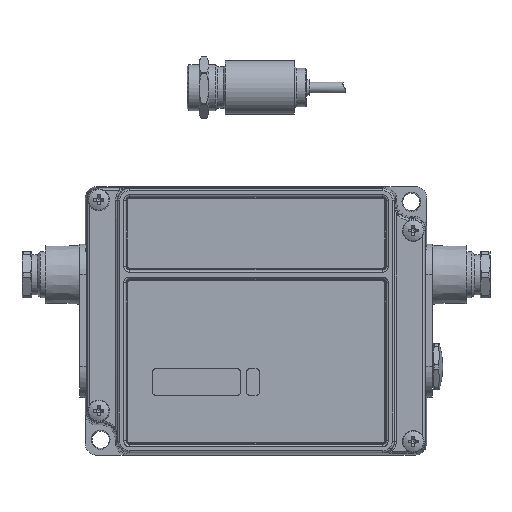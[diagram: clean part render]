
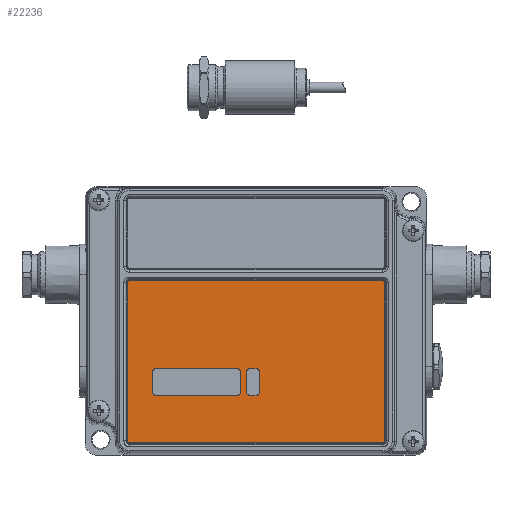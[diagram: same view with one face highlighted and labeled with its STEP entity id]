
A CAD part, top view. The second image highlights one B-rep face of the part: STEP entity #22236.
In plain terms, the highlighted planar face has unit normal (0, 0, 1).
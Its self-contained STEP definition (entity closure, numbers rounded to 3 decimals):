
#1582=LINE($,#35602,#2547);
#1583=LINE($,#35606,#2548);
#1584=LINE($,#35610,#2549);
#1585=LINE($,#35613,#2550);
#1586=LINE($,#35616,#2551);
#1587=LINE($,#35620,#2552);
#1588=LINE($,#35624,#2553);
#1589=LINE($,#35628,#2554);
#1590=LINE($,#35632,#2555);
#1591=LINE($,#35636,#2556);
#1592=LINE($,#35640,#2557);
#1593=LINE($,#35644,#2558);
#2547=VECTOR($,#27969,41.25);
#2548=VECTOR($,#27972,66.);
#2549=VECTOR($,#27975,41.25);
#2550=VECTOR($,#27978,66.);
#2551=VECTOR($,#27979,5.);
#2552=VECTOR($,#27982,1.5);
#2553=VECTOR($,#27985,5.);
#2554=VECTOR($,#27988,1.5);
#2555=VECTOR($,#27991,21.);
#2556=VECTOR($,#27994,5.);
#2557=VECTOR($,#27997,21.);
#2558=VECTOR($,#28000,5.);
#3468=PLANE($,#24226);
#3881=FACE_BOUND($,#6266,.T.);
#3882=FACE_BOUND($,#6267,.T.);
#4563=FACE_OUTER_BOUND($,#6265,.T.);
#6265=EDGE_LOOP($,(#15869,#15870,#15871,#15872,#15873,#15874,#15875,#15876));
#6266=EDGE_LOOP($,(#15877,#15878,#15879,#15880,#15881,#15882,#15883,#15884));
#6267=EDGE_LOOP($,(#15885,#15886,#15887,#15888,#15889,#15890,#15891,#15892));
#8450=CIRCLE($,#24221,0.5);
#8454=CIRCLE($,#24227,0.5);
#8455=CIRCLE($,#24228,0.5);
#8456=CIRCLE($,#24229,0.5);
#8457=CIRCLE($,#24230,1.);
#8458=CIRCLE($,#24231,1.);
#8459=CIRCLE($,#24232,1.);
#8460=CIRCLE($,#24233,1.);
#8461=CIRCLE($,#24234,1.);
#8462=CIRCLE($,#24235,1.);
#8463=CIRCLE($,#24236,1.);
#8464=CIRCLE($,#24237,1.);
#10156=VERTEX_POINT($,#35581);
#10157=VERTEX_POINT($,#35583);
#10164=VERTEX_POINT($,#35601);
#10165=VERTEX_POINT($,#35603);
#10166=VERTEX_POINT($,#35605);
#10167=VERTEX_POINT($,#35607);
#10168=VERTEX_POINT($,#35609);
#10169=VERTEX_POINT($,#35611);
#10170=VERTEX_POINT($,#35614);
#10171=VERTEX_POINT($,#35615);
#10172=VERTEX_POINT($,#35617);
#10173=VERTEX_POINT($,#35619);
#10174=VERTEX_POINT($,#35621);
#10175=VERTEX_POINT($,#35623);
#10176=VERTEX_POINT($,#35625);
#10177=VERTEX_POINT($,#35627);
#10178=VERTEX_POINT($,#35630);
#10179=VERTEX_POINT($,#35631);
#10180=VERTEX_POINT($,#35633);
#10181=VERTEX_POINT($,#35635);
#10182=VERTEX_POINT($,#35637);
#10183=VERTEX_POINT($,#35639);
#10184=VERTEX_POINT($,#35641);
#10185=VERTEX_POINT($,#35643);
#12383=EDGE_CURVE($,#10157,#10156,#8450,.T.);
#12392=EDGE_CURVE($,#10156,#10164,#1582,.T.);
#12393=EDGE_CURVE($,#10164,#10165,#8454,.T.);
#12394=EDGE_CURVE($,#10165,#10166,#1583,.T.);
#12395=EDGE_CURVE($,#10166,#10167,#8455,.T.);
#12396=EDGE_CURVE($,#10167,#10168,#1584,.T.);
#12397=EDGE_CURVE($,#10168,#10169,#8456,.T.);
#12398=EDGE_CURVE($,#10169,#10157,#1585,.T.);
#12399=EDGE_CURVE($,#10170,#10171,#1586,.T.);
#12400=EDGE_CURVE($,#10172,#10170,#8457,.T.);
#12401=EDGE_CURVE($,#10173,#10172,#1587,.T.);
#12402=EDGE_CURVE($,#10174,#10173,#8458,.T.);
#12403=EDGE_CURVE($,#10175,#10174,#1588,.T.);
#12404=EDGE_CURVE($,#10176,#10175,#8459,.T.);
#12405=EDGE_CURVE($,#10177,#10176,#1589,.T.);
#12406=EDGE_CURVE($,#10171,#10177,#8460,.T.);
#12407=EDGE_CURVE($,#10178,#10179,#1590,.T.);
#12408=EDGE_CURVE($,#10180,#10178,#8461,.T.);
#12409=EDGE_CURVE($,#10181,#10180,#1591,.T.);
#12410=EDGE_CURVE($,#10182,#10181,#8462,.T.);
#12411=EDGE_CURVE($,#10183,#10182,#1592,.T.);
#12412=EDGE_CURVE($,#10184,#10183,#8463,.T.);
#12413=EDGE_CURVE($,#10185,#10184,#1593,.T.);
#12414=EDGE_CURVE($,#10179,#10185,#8464,.T.);
#15869=ORIENTED_EDGE($,*,*,#12383,.T.);
#15870=ORIENTED_EDGE($,*,*,#12392,.T.);
#15871=ORIENTED_EDGE($,*,*,#12393,.T.);
#15872=ORIENTED_EDGE($,*,*,#12394,.T.);
#15873=ORIENTED_EDGE($,*,*,#12395,.T.);
#15874=ORIENTED_EDGE($,*,*,#12396,.T.);
#15875=ORIENTED_EDGE($,*,*,#12397,.T.);
#15876=ORIENTED_EDGE($,*,*,#12398,.T.);
#15877=ORIENTED_EDGE($,*,*,#12399,.F.);
#15878=ORIENTED_EDGE($,*,*,#12400,.F.);
#15879=ORIENTED_EDGE($,*,*,#12401,.F.);
#15880=ORIENTED_EDGE($,*,*,#12402,.F.);
#15881=ORIENTED_EDGE($,*,*,#12403,.F.);
#15882=ORIENTED_EDGE($,*,*,#12404,.F.);
#15883=ORIENTED_EDGE($,*,*,#12405,.F.);
#15884=ORIENTED_EDGE($,*,*,#12406,.F.);
#15885=ORIENTED_EDGE($,*,*,#12407,.F.);
#15886=ORIENTED_EDGE($,*,*,#12408,.F.);
#15887=ORIENTED_EDGE($,*,*,#12409,.F.);
#15888=ORIENTED_EDGE($,*,*,#12410,.F.);
#15889=ORIENTED_EDGE($,*,*,#12411,.F.);
#15890=ORIENTED_EDGE($,*,*,#12412,.F.);
#15891=ORIENTED_EDGE($,*,*,#12413,.F.);
#15892=ORIENTED_EDGE($,*,*,#12414,.F.);
#22236=ADVANCED_FACE($,(#4563,#3881,#3882),#3468,.T.);
#24221=AXIS2_PLACEMENT_3D($,#35584,#27952,#27953);
#24226=AXIS2_PLACEMENT_3D($,#35600,#27967,#27968);
#24227=AXIS2_PLACEMENT_3D($,#35604,#27970,#27971);
#24228=AXIS2_PLACEMENT_3D($,#35608,#27973,#27974);
#24229=AXIS2_PLACEMENT_3D($,#35612,#27976,#27977);
#24230=AXIS2_PLACEMENT_3D($,#35618,#27980,#27981);
#24231=AXIS2_PLACEMENT_3D($,#35622,#27983,#27984);
#24232=AXIS2_PLACEMENT_3D($,#35626,#27986,#27987);
#24233=AXIS2_PLACEMENT_3D($,#35629,#27989,#27990);
#24234=AXIS2_PLACEMENT_3D($,#35634,#27992,#27993);
#24235=AXIS2_PLACEMENT_3D($,#35638,#27995,#27996);
#24236=AXIS2_PLACEMENT_3D($,#35642,#27998,#27999);
#24237=AXIS2_PLACEMENT_3D($,#35645,#28001,#28002);
#27952=DIRECTION('center_axis',(0.,0.,1.));
#27953=DIRECTION('ref_axis',(0.,1.,0.));
#27967=DIRECTION('center_axis',(0.,0.,1.));
#27968=DIRECTION('ref_axis',(0.,1.,0.));
#27969=DIRECTION($,(0.,1.,0.));
#27970=DIRECTION('center_axis',(0.,0.,1.));
#27971=DIRECTION('ref_axis',(0.,1.,0.));
#27972=DIRECTION($,(-1.,0.,0.));
#27973=DIRECTION('center_axis',(0.,0.,1.));
#27974=DIRECTION('ref_axis',(0.,1.,0.));
#27975=DIRECTION($,(0.,-1.,0.));
#27976=DIRECTION('center_axis',(0.,0.,1.));
#27977=DIRECTION('ref_axis',(0.,1.,0.));
#27978=DIRECTION($,(1.,0.,0.));
#27979=DIRECTION($,(0.,1.,0.));
#27980=DIRECTION('center_axis',(0.,0.,1.));
#27981=DIRECTION('ref_axis',(0.,1.,0.));
#27982=DIRECTION($,(1.,0.,0.));
#27983=DIRECTION('center_axis',(0.,0.,1.));
#27984=DIRECTION('ref_axis',(0.,1.,0.));
#27985=DIRECTION($,(0.,-1.,0.));
#27986=DIRECTION('center_axis',(0.,0.,1.));
#27987=DIRECTION('ref_axis',(0.,1.,0.));
#27988=DIRECTION($,(-1.,0.,0.));
#27989=DIRECTION('center_axis',(0.,0.,1.));
#27990=DIRECTION('ref_axis',(0.,1.,0.));
#27991=DIRECTION($,(1.,0.,0.));
#27992=DIRECTION('center_axis',(0.,0.,1.));
#27993=DIRECTION('ref_axis',(0.,1.,0.));
#27994=DIRECTION($,(0.,-1.,0.));
#27995=DIRECTION('center_axis',(0.,0.,1.));
#27996=DIRECTION('ref_axis',(0.,1.,0.));
#27997=DIRECTION($,(-1.,0.,0.));
#27998=DIRECTION('center_axis',(0.,0.,1.));
#27999=DIRECTION('ref_axis',(0.,1.,0.));
#28000=DIRECTION($,(0.,1.,0.));
#28001=DIRECTION('center_axis',(0.,0.,1.));
#28002=DIRECTION('ref_axis',(0.,1.,0.));
#35581=CARTESIAN_POINT('',(33.5,-31.35,15.8));
#35583=CARTESIAN_POINT('',(33.,-31.85,15.8));
#35584=CARTESIAN_POINT('Origin',(33.,-31.35,15.8));
#35600=CARTESIAN_POINT('Origin',(33.,-31.35,15.8));
#35601=CARTESIAN_POINT('',(33.5,9.9,15.8));
#35602=CARTESIAN_POINT($,(33.5,-31.35,15.8));
#35603=CARTESIAN_POINT('',(33.,10.4,15.8));
#35604=CARTESIAN_POINT('Origin',(33.,9.9,15.8));
#35605=CARTESIAN_POINT('',(-33.,10.4,15.8));
#35606=CARTESIAN_POINT($,(33.,10.4,15.8));
#35607=CARTESIAN_POINT('',(-33.5,9.9,15.8));
#35608=CARTESIAN_POINT('Origin',(-33.,9.9,15.8));
#35609=CARTESIAN_POINT('',(-33.5,-31.35,15.8));
#35610=CARTESIAN_POINT($,(-33.5,9.9,15.8));
#35611=CARTESIAN_POINT('',(-33.,-31.85,15.8));
#35612=CARTESIAN_POINT('Origin',(-33.,-31.35,15.8));
#35613=CARTESIAN_POINT($,(-33.,-31.85,15.8));
#35614=CARTESIAN_POINT('',(1.,-18.5,15.8));
#35615=CARTESIAN_POINT('',(1.,-13.5,15.8));
#35616=CARTESIAN_POINT($,(1.,-18.5,15.8));
#35617=CARTESIAN_POINT('',(0.,-19.5,15.8));
#35618=CARTESIAN_POINT('Origin',(0.,-18.5,15.8));
#35619=CARTESIAN_POINT('',(-1.5,-19.5,15.8));
#35620=CARTESIAN_POINT($,(-1.5,-19.5,15.8));
#35621=CARTESIAN_POINT('',(-2.5,-18.5,15.8));
#35622=CARTESIAN_POINT('Origin',(-1.5,-18.5,15.8));
#35623=CARTESIAN_POINT('',(-2.5,-13.5,15.8));
#35624=CARTESIAN_POINT($,(-2.5,-13.5,15.8));
#35625=CARTESIAN_POINT('',(-1.5,-12.5,15.8));
#35626=CARTESIAN_POINT('Origin',(-1.5,-13.5,15.8));
#35627=CARTESIAN_POINT('',(0.,-12.5,15.8));
#35628=CARTESIAN_POINT($,(0.,-12.5,15.8));
#35629=CARTESIAN_POINT('Origin',(0.,-13.5,15.8));
#35630=CARTESIAN_POINT('',(-26.,-19.5,15.8));
#35631=CARTESIAN_POINT('',(-5.,-19.5,15.8));
#35632=CARTESIAN_POINT($,(-26.,-19.5,15.8));
#35633=CARTESIAN_POINT('',(-27.,-18.5,15.8));
#35634=CARTESIAN_POINT('Origin',(-26.,-18.5,15.8));
#35635=CARTESIAN_POINT('',(-27.,-13.5,15.8));
#35636=CARTESIAN_POINT($,(-27.,-13.5,15.8));
#35637=CARTESIAN_POINT('',(-26.,-12.5,15.8));
#35638=CARTESIAN_POINT('Origin',(-26.,-13.5,15.8));
#35639=CARTESIAN_POINT('',(-5.,-12.5,15.8));
#35640=CARTESIAN_POINT($,(-5.,-12.5,15.8));
#35641=CARTESIAN_POINT('',(-4.,-13.5,15.8));
#35642=CARTESIAN_POINT('Origin',(-5.,-13.5,15.8));
#35643=CARTESIAN_POINT('',(-4.,-18.5,15.8));
#35644=CARTESIAN_POINT($,(-4.,-18.5,15.8));
#35645=CARTESIAN_POINT('Origin',(-5.,-18.5,15.8));
